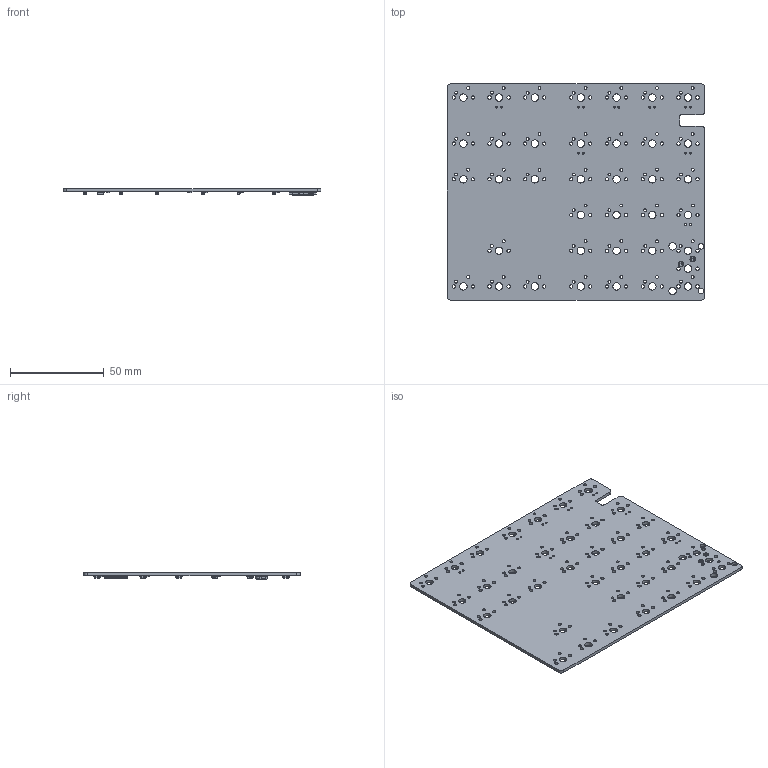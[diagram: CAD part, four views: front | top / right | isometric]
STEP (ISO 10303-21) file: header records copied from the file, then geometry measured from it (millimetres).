
FILE_DESCRIPTION(('KiCad electronic assembly'),'2;1');
FILE_NAME('AlcatelRightPCB.step','2025-06-04T21:00:05',('Pcbnew'),( 'Kicad'),'Open CASCADE STEP processor 7.7','KiCad to STEP converter' ,'Unknown');
FILE_SCHEMA(('AUTOMOTIVE_DESIGN { 1 0 10303 214 1 1 1 1 }'));
Length unit declared in the file: millimetre
Products named in the file (10): AlcatelRightPCB 1; D_SOD-123; D_SOD_123; R_0805_2012Metric; 10051922-2010ELF--3DModel-STEP-533217; P10051922_2010ELF; HS_CPG151101S11_MX; Kailh Hotswap v2; AlcatelRightPCB_PCB
Assembly tree (52 placements, depth 3):
  AlcatelRightPCB 1
    D_SOD-123  x37
      D_SOD_123
    R_0805_2012Metric  x8
      R_0805_2012Metric
    10051922-2010ELF--3DModel-STEP-533217
      P10051922_2010ELF
    HS_CPG151101S11_MX
      Kailh Hotswap v2
    AlcatelRightPCB_PCB
Bounding box: 137.46 x 115.25 x 3.47 mm (x, y, z)
Volume: 24147.9 mm3; surface area: 34157.6 mm2
Topology: 50 solids, 50 shells, 4122 faces, 10382 edges, 6375 vertices
Faces by surface type: plane 2241, bspline 1020, cylinder 841, torus 10, cone 10
Full cylindrical faces by diameter (mm): 1.04 x16, 1.524 x74, 1.75 x76, 2.9 x2, 3 x2, 3.048 x2, 3.988 x40
Entity records: 52053 total; most frequent: CARTESIAN_POINT 10250, ORIENTED_EDGE 8580, DIRECTION 8123, EDGE_CURVE 4290, LINE 3139, VECTOR 3139, VERTEX_POINT 2755, AXIS2_PLACEMENT_3D 2492
